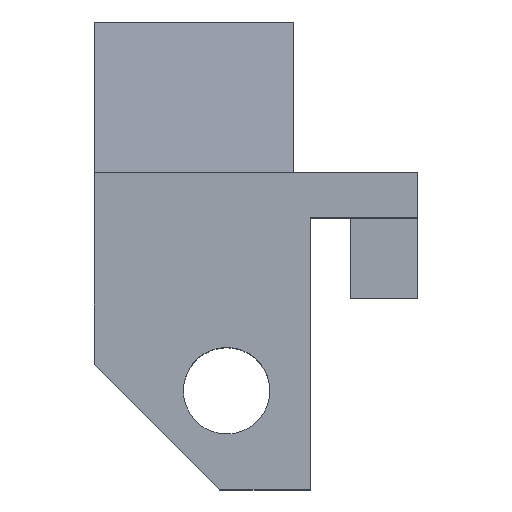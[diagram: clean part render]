
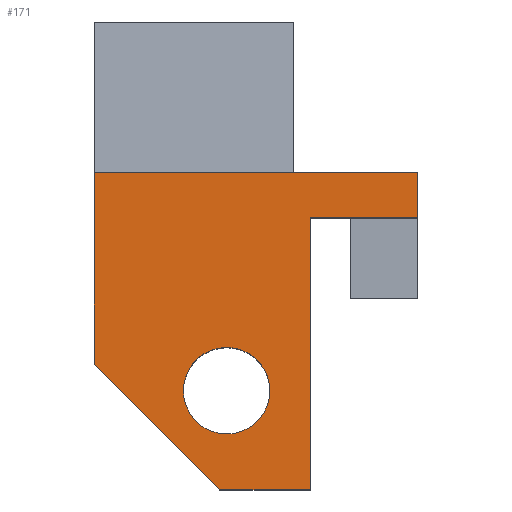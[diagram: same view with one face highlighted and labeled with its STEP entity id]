
A CAD part, top view. The second image highlights one B-rep face of the part: STEP entity #171.
In plain terms, the highlighted planar face has unit normal (0, 0, 1).
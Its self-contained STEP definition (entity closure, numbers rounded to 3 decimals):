
#56=PLANE('',#396);
#77=LINE('',#501,#119);
#81=LINE('',#509,#123);
#84=LINE('',#515,#126);
#99=LINE('',#546,#141);
#102=LINE('',#551,#144);
#110=LINE('',#566,#152);
#112=LINE('',#570,#154);
#119=VECTOR('',#413,1.);
#123=VECTOR('',#419,1.);
#126=VECTOR('',#424,1.);
#141=VECTOR('',#449,1.);
#144=VECTOR('',#454,1.);
#152=VECTOR('',#470,1.);
#154=VECTOR('',#474,1.);
#171=ADVANCED_FACE('',(#177,#178),#56,.T.);
#177=FACE_BOUND('',#197,.T.);
#178=FACE_BOUND('',#198,.T.);
#197=EDGE_LOOP('',(#279));
#198=EDGE_LOOP('',(#280,#281,#282,#283,#284,#285,#286));
#279=ORIENTED_EDGE('',*,*,#317,.F.);
#280=ORIENTED_EDGE('',*,*,#360,.F.);
#281=ORIENTED_EDGE('',*,*,#358,.F.);
#282=ORIENTED_EDGE('',*,*,#325,.F.);
#283=ORIENTED_EDGE('',*,*,#329,.F.);
#284=ORIENTED_EDGE('',*,*,#332,.F.);
#285=ORIENTED_EDGE('',*,*,#350,.F.);
#286=ORIENTED_EDGE('',*,*,#347,.F.);
#287=VERTEX_POINT('',#483);
#295=VERTEX_POINT('',#500);
#296=VERTEX_POINT('',#502);
#298=VERTEX_POINT('',#508);
#300=VERTEX_POINT('',#514);
#311=VERTEX_POINT('',#545);
#312=VERTEX_POINT('',#547);
#316=VERTEX_POINT('',#567);
#317=EDGE_CURVE('',#287,#287,#361,.T.);
#325=EDGE_CURVE('',#295,#296,#77,.T.);
#329=EDGE_CURVE('',#298,#295,#81,.T.);
#332=EDGE_CURVE('',#300,#298,#84,.T.);
#347=EDGE_CURVE('',#311,#312,#99,.T.);
#350=EDGE_CURVE('',#312,#300,#102,.T.);
#358=EDGE_CURVE('',#296,#316,#110,.T.);
#360=EDGE_CURVE('',#316,#311,#112,.T.);
#361=CIRCLE('',#378,1.29);
#378=AXIS2_PLACEMENT_3D('',#482,#399,#400);
#396=AXIS2_PLACEMENT_3D('',#572,#477,#478);
#399=DIRECTION('',(0.,0.,1.));
#400=DIRECTION('',(1.,0.,0.));
#413=DIRECTION('',(-0.707,0.707,0.));
#419=DIRECTION('',(-1.,0.,0.));
#424=DIRECTION('',(0.,-1.,0.));
#449=DIRECTION('',(0.,-1.,0.));
#454=DIRECTION('',(-1.,0.,0.));
#470=DIRECTION('',(0.,1.,0.));
#474=DIRECTION('',(1.,0.,0.));
#477=DIRECTION('',(0.,0.,1.));
#478=DIRECTION('',(1.,0.,0.));
#482=CARTESIAN_POINT('',(3.95,-11.,5.95));
#483=CARTESIAN_POINT('',(5.24,-11.,5.95));
#500=CARTESIAN_POINT('',(3.743,-13.95,5.95));
#501=CARTESIAN_POINT('',(3.743,-13.95,5.95));
#502=CARTESIAN_POINT('',(0.,-10.207,5.95));
#508=CARTESIAN_POINT('',(6.45,-13.95,5.95));
#509=CARTESIAN_POINT('',(6.45,-13.95,5.95));
#514=CARTESIAN_POINT('',(6.45,-5.85,5.95));
#515=CARTESIAN_POINT('',(6.45,-5.85,5.95));
#545=CARTESIAN_POINT('',(9.65,-4.5,5.95));
#546=CARTESIAN_POINT('',(9.65,-4.5,5.95));
#547=CARTESIAN_POINT('',(9.65,-5.85,5.95));
#551=CARTESIAN_POINT('',(9.65,-5.85,5.95));
#566=CARTESIAN_POINT('',(0.,-10.207,5.95));
#567=CARTESIAN_POINT('',(0.,-4.5,5.95));
#570=CARTESIAN_POINT('',(0.,-4.5,5.95));
#572=CARTESIAN_POINT('',(-0.483,-14.648,5.95));
